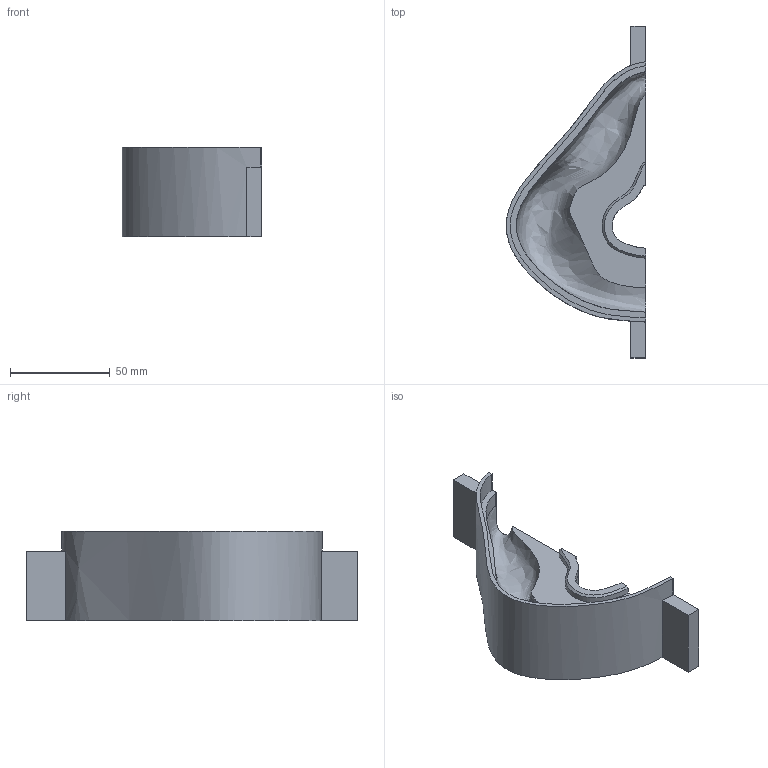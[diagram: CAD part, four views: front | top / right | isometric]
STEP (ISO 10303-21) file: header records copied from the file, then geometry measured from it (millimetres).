
FILE_DESCRIPTION(/* description */ (''),/* implementation_level */ '2;1');
FILE_NAME(/* name */ '5f2cb72f6ccaca14f8804636',/* time_stamp */ '2020-08-07T02:06:39+00:00',/* author */ (''),/* organization */ (''),/* preprocessor_version */ 'ST-DEVELOPER v16.7',/* originating_system */ $,/* authorisation */ $);
FILE_SCHEMA (('AUTOMOTIVE_DESIGN {1 0 10303 214 3 1 1}'));
Length unit declared in the file: metre
Products named in the file (1): Mould part 1 - Left
Bounding box: 70.01 x 166.58 x 45 mm (x, y, z)
Volume: 123201.3 mm3; surface area: 34208.2 mm2
Topology: 1 solids, 1 shells, 44 faces, 124 edges, 81 vertices
Faces by surface type: plane 34, bspline 9, cylinder 1
Entity records: 4805 total; most frequent: CARTESIAN_POINT 3794, ORIENTED_EDGE 248, DIRECTION 130, EDGE_CURVE 124, VERTEX_POINT 81, B_SPLINE_CURVE_WITH_KNOTS 68, LINE 54, VECTOR 54
